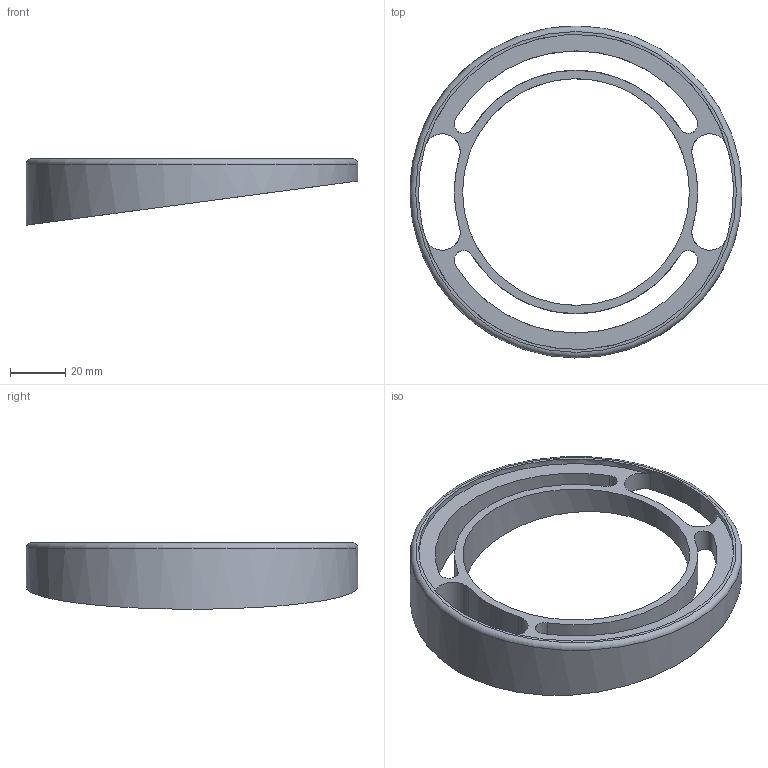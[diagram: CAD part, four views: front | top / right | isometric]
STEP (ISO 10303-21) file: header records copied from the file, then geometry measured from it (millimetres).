
FILE_DESCRIPTION(('STEP AP214'), '1');
FILE_NAME('êîñîå êîëüöî', '', ('UNSPECIFIED'), ('UNSPECIFIED'), 'C3D Converter', 'C3D Toolkit', '');
FILE_SCHEMA(('AUTOMOTIVE_DESIGN { 1 0 10303 214 3 1 1}'));
Length unit declared in the file: millimetre
Bounding box: 120 x 120 x 24 mm (x, y, z)
Volume: 51763.1 mm3; surface area: 26076.6 mm2
Topology: 1 solids, 1 shells, 21 faces, 58 edges, 38 vertices
Faces by surface type: cylinder 17, plane 3, torus 1
Full cylindrical faces by diameter (mm): 82 x1, 114 x1, 120 x1
Entity records: 885 total; most frequent: CARTESIAN_POINT 174, ORIENTED_EDGE 108, DIRECTION 100, EDGE_CURVE 54, AXIS2_PLACEMENT_3D 42, VERTEX_POINT 38, EDGE_LOOP 34, FACE_BOUND 27
